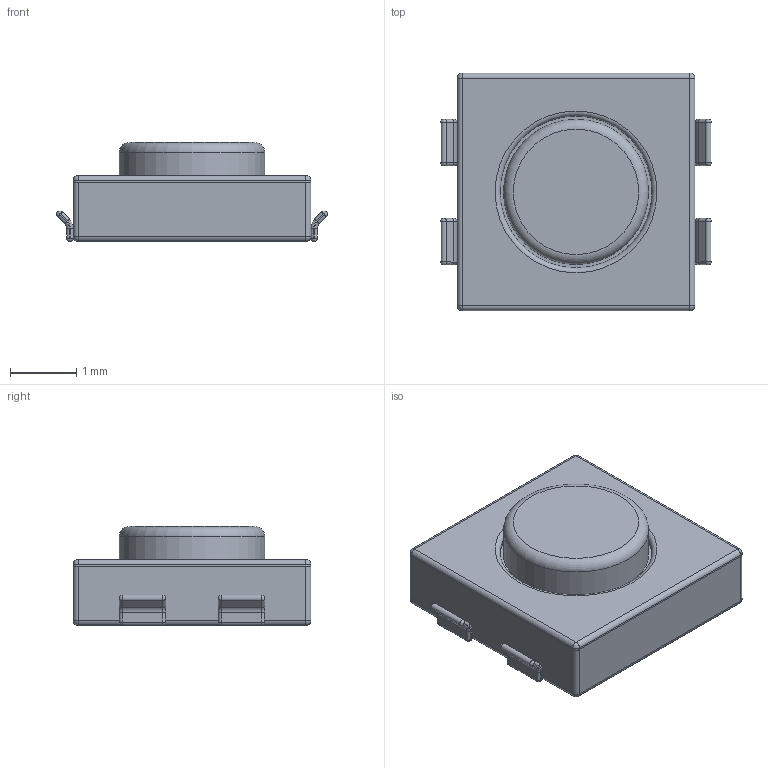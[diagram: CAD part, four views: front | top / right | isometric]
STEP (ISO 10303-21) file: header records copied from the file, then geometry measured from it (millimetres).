
FILE_DESCRIPTION(('FreeCAD Model'),'2;1');
FILE_NAME('Open CASCADE Shape Model','2023-08-09T19:22:42',(''),(''), 'Open CASCADE STEP processor 7.6','FreeCAD','Unknown');
FILE_SCHEMA(('AUTOMOTIVE_DESIGN { 1 0 10303 214 1 1 1 1 }'));
Length unit declared in the file: millimetre
Products named in the file (7): Unnamed; Case; Stem; Cover; Terminals; Terminals_OneSide; Terminals_OneSide_Single
Assembly tree (8 placements, depth 4):
  Unnamed
    Case
    Stem
    Cover
    Terminals
      Terminals_OneSide  x2
        Terminals_OneSide_Single
Bounding box: 4.1 x 3.6 x 1.5 mm (x, y, z)
Volume: 14.9 mm3; surface area: 72.1 mm2
Topology: 7 solids, 7 shells, 146 faces, 314 edges, 174 vertices
Faces by surface type: cylinder 66, plane 38, torus 18, revolution 16, sphere 8
Full cylindrical faces by diameter (mm): 2.2 x1, 2.3 x1
Entity records: 3705 total; most frequent: CARTESIAN_POINT 737, DIRECTION 546, ORIENTED_EDGE 276, PCURVE 276, DEFINITIONAL_REPRESENTATION 276, LINE 242, VECTOR 242, AXIS2_PLACEMENT_3D 145
